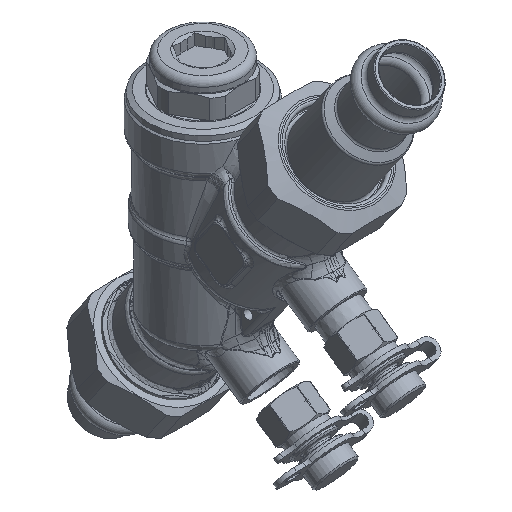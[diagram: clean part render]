
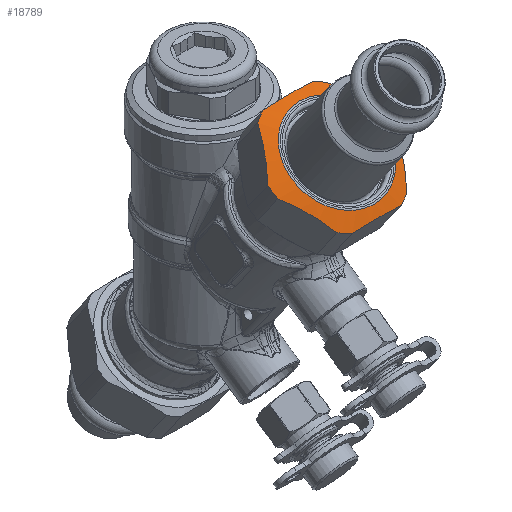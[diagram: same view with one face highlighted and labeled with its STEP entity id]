
A CAD part, isometric view. The second image highlights one B-rep face of the part: STEP entity #18789.
In plain terms, the highlighted conical face has half-angle 60 degrees and reference radius 17.78 mm.
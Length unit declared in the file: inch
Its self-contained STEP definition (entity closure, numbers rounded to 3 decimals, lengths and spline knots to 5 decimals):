
#938=(
BOUNDED_CURVE()
B_SPLINE_CURVE(2,(#139493,#139494,#139495),.UNSPECIFIED.,.F.,.F.)
B_SPLINE_CURVE_WITH_KNOTS((3,3),(0.,1.67512),.UNSPECIFIED.)
CURVE()
GEOMETRIC_REPRESENTATION_ITEM()
RATIONAL_B_SPLINE_CURVE((1.,1.096,1.))
REPRESENTATION_ITEM('')
);
#939=(
BOUNDED_CURVE()
B_SPLINE_CURVE(2,(#139499,#139500,#139501),.UNSPECIFIED.,.F.,.F.)
B_SPLINE_CURVE_WITH_KNOTS((3,3),(0.,1.67512),.UNSPECIFIED.)
CURVE()
GEOMETRIC_REPRESENTATION_ITEM()
RATIONAL_B_SPLINE_CURVE((1.,1.096,1.))
REPRESENTATION_ITEM('')
);
#940=(
BOUNDED_CURVE()
B_SPLINE_CURVE(2,(#139505,#139506,#139507),.UNSPECIFIED.,.F.,.F.)
B_SPLINE_CURVE_WITH_KNOTS((3,3),(0.,1.67512),.UNSPECIFIED.)
CURVE()
GEOMETRIC_REPRESENTATION_ITEM()
RATIONAL_B_SPLINE_CURVE((1.,1.096,1.))
REPRESENTATION_ITEM('')
);
#941=(
BOUNDED_CURVE()
B_SPLINE_CURVE(2,(#139511,#139512,#139513),.UNSPECIFIED.,.F.,.F.)
B_SPLINE_CURVE_WITH_KNOTS((3,3),(0.,1.67512),.UNSPECIFIED.)
CURVE()
GEOMETRIC_REPRESENTATION_ITEM()
RATIONAL_B_SPLINE_CURVE((1.,1.096,1.))
REPRESENTATION_ITEM('')
);
#942=(
BOUNDED_CURVE()
B_SPLINE_CURVE(2,(#139517,#139518,#139519),.UNSPECIFIED.,.F.,.F.)
B_SPLINE_CURVE_WITH_KNOTS((3,3),(0.,1.67512),.UNSPECIFIED.)
CURVE()
GEOMETRIC_REPRESENTATION_ITEM()
RATIONAL_B_SPLINE_CURVE((1.,1.096,1.))
REPRESENTATION_ITEM('')
);
#943=(
BOUNDED_CURVE()
B_SPLINE_CURVE(2,(#139523,#139524,#139525),.UNSPECIFIED.,.F.,.F.)
B_SPLINE_CURVE_WITH_KNOTS((3,3),(0.,1.67512),.UNSPECIFIED.)
CURVE()
GEOMETRIC_REPRESENTATION_ITEM()
RATIONAL_B_SPLINE_CURVE((1.,1.096,1.))
REPRESENTATION_ITEM('')
);
#2332=CONICAL_SURFACE('',#20107,0.7,1.047);
#3581=FACE_OUTER_BOUND('',#4765,.T.);
#4765=EDGE_LOOP('',(#15956,#15957,#15958,#15959,#15960,#15961,#15962,#15963,
#15964,#15965,#15966,#15967,#15968,#15969,#15970,#15971));
#5613=CIRCLE('',#20104,0.60928);
#5615=CIRCLE('',#20108,0.8);
#5616=CIRCLE('',#20109,0.8);
#5617=CIRCLE('',#20110,0.8);
#5618=CIRCLE('',#20111,0.8);
#5619=CIRCLE('',#20112,0.8);
#5620=CIRCLE('',#20113,0.8);
#5621=CIRCLE('',#20114,0.8);
#6081=LINE('',#139489,#6478);
#6478=VECTOR('',#23051,0.7);
#8035=VERTEX_POINT('',#139481);
#8037=VERTEX_POINT('',#139488);
#8038=VERTEX_POINT('',#139490);
#8039=VERTEX_POINT('',#139492);
#8040=VERTEX_POINT('',#139496);
#8041=VERTEX_POINT('',#139498);
#8042=VERTEX_POINT('',#139502);
#8043=VERTEX_POINT('',#139504);
#8044=VERTEX_POINT('',#139508);
#8045=VERTEX_POINT('',#139510);
#8046=VERTEX_POINT('',#139514);
#8047=VERTEX_POINT('',#139516);
#8048=VERTEX_POINT('',#139520);
#8049=VERTEX_POINT('',#139522);
#10694=EDGE_CURVE('',#8035,#8035,#5613,.T.);
#10696=EDGE_CURVE('',#8035,#8037,#6081,.T.);
#10697=EDGE_CURVE('',#8038,#8037,#5615,.T.);
#10698=EDGE_CURVE('',#8039,#8038,#938,.T.);
#10699=EDGE_CURVE('',#8040,#8039,#5616,.T.);
#10700=EDGE_CURVE('',#8041,#8040,#939,.T.);
#10701=EDGE_CURVE('',#8042,#8041,#5617,.T.);
#10702=EDGE_CURVE('',#8043,#8042,#940,.T.);
#10703=EDGE_CURVE('',#8044,#8043,#5618,.T.);
#10704=EDGE_CURVE('',#8045,#8044,#941,.T.);
#10705=EDGE_CURVE('',#8046,#8045,#5619,.T.);
#10706=EDGE_CURVE('',#8047,#8046,#942,.T.);
#10707=EDGE_CURVE('',#8048,#8047,#5620,.T.);
#10708=EDGE_CURVE('',#8049,#8048,#943,.T.);
#10709=EDGE_CURVE('',#8037,#8049,#5621,.T.);
#15956=ORIENTED_EDGE('',*,*,#10694,.F.);
#15957=ORIENTED_EDGE('',*,*,#10696,.T.);
#15958=ORIENTED_EDGE('',*,*,#10697,.F.);
#15959=ORIENTED_EDGE('',*,*,#10698,.F.);
#15960=ORIENTED_EDGE('',*,*,#10699,.F.);
#15961=ORIENTED_EDGE('',*,*,#10700,.F.);
#15962=ORIENTED_EDGE('',*,*,#10701,.F.);
#15963=ORIENTED_EDGE('',*,*,#10702,.F.);
#15964=ORIENTED_EDGE('',*,*,#10703,.F.);
#15965=ORIENTED_EDGE('',*,*,#10704,.F.);
#15966=ORIENTED_EDGE('',*,*,#10705,.F.);
#15967=ORIENTED_EDGE('',*,*,#10706,.F.);
#15968=ORIENTED_EDGE('',*,*,#10707,.F.);
#15969=ORIENTED_EDGE('',*,*,#10708,.F.);
#15970=ORIENTED_EDGE('',*,*,#10709,.F.);
#15971=ORIENTED_EDGE('',*,*,#10696,.F.);
#18789=ADVANCED_FACE('',(#3581),#2332,.T.);
#20104=AXIS2_PLACEMENT_3D('',#139483,#23043,#23044);
#20107=AXIS2_PLACEMENT_3D('',#139487,#23049,#23050);
#20108=AXIS2_PLACEMENT_3D('',#139491,#23052,#23053);
#20109=AXIS2_PLACEMENT_3D('',#139497,#23054,#23055);
#20110=AXIS2_PLACEMENT_3D('',#139503,#23056,#23057);
#20111=AXIS2_PLACEMENT_3D('',#139509,#23058,#23059);
#20112=AXIS2_PLACEMENT_3D('',#139515,#23060,#23061);
#20113=AXIS2_PLACEMENT_3D('',#139521,#23062,#23063);
#20114=AXIS2_PLACEMENT_3D('',#139526,#23064,#23065);
#23043=DIRECTION('center_axis',(0.,-0.574,
0.819));
#23044=DIRECTION('ref_axis',(-1.,0.,0.));
#23049=DIRECTION('center_axis',(0.,0.574,
-0.819));
#23050=DIRECTION('ref_axis',(1.,0.,0.));
#23051=DIRECTION('',(-0.866,0.287,-0.41));
#23052=DIRECTION('center_axis',(0.,0.574,
-0.819));
#23053=DIRECTION('ref_axis',(-1.,0.,0.));
#23054=DIRECTION('center_axis',(0.,0.574,
-0.819));
#23055=DIRECTION('ref_axis',(-1.,0.,0.));
#23056=DIRECTION('center_axis',(0.,0.574,
-0.819));
#23057=DIRECTION('ref_axis',(-1.,0.,0.));
#23058=DIRECTION('center_axis',(0.,0.574,
-0.819));
#23059=DIRECTION('ref_axis',(-1.,0.,0.));
#23060=DIRECTION('center_axis',(0.,0.574,
-0.819));
#23061=DIRECTION('ref_axis',(-1.,0.,0.));
#23062=DIRECTION('center_axis',(0.,0.574,
-0.819));
#23063=DIRECTION('ref_axis',(-1.,0.,0.));
#23064=DIRECTION('center_axis',(0.,0.574,
-0.819));
#23065=DIRECTION('ref_axis',(-1.,0.,0.));
#139481=CARTESIAN_POINT('',(-0.60928,-1.79725,0.16696));
#139483=CARTESIAN_POINT('Origin',(0.,-1.79725,
0.16696));
#139487=CARTESIAN_POINT('Origin',(0.,-1.76721,
0.12406));
#139488=CARTESIAN_POINT('',(-0.8,-1.73409,0.07677));
#139489=CARTESIAN_POINT('',(-0.7,-1.76721,0.12406));
#139490=CARTESIAN_POINT('',(-0.79583,-1.80092,0.02997));
#139491=CARTESIAN_POINT('Origin',(0.,-1.73409,
0.07677));
#139492=CARTESIAN_POINT('',(-0.46857,-2.26524,-0.29515));
#139493=CARTESIAN_POINT('Ctrl Pts',(-0.46857,-2.26524,
-0.29515));
#139494=CARTESIAN_POINT('Ctrl Pts',(-0.6322,-2.07741,
-0.06927));
#139495=CARTESIAN_POINT('Ctrl Pts',(-0.79583,-1.80092,
0.02997));
#139496=CARTESIAN_POINT('',(-0.32726,-2.33207,-0.34194));
#139497=CARTESIAN_POINT('Origin',(0.,-1.73409,
0.07677));
#139498=CARTESIAN_POINT('',(0.32726,-2.33207,-0.34194));
#139499=CARTESIAN_POINT('Ctrl Pts',(0.32726,-2.33207,
-0.34194));
#139500=CARTESIAN_POINT('Ctrl Pts',(0.,-2.3764,
-0.27863));
#139501=CARTESIAN_POINT('Ctrl Pts',(-0.32726,-2.33207,
-0.34194));
#139502=CARTESIAN_POINT('',(0.46857,-2.26524,-0.29515));
#139503=CARTESIAN_POINT('Origin',(0.,-1.73409,
0.07677));
#139504=CARTESIAN_POINT('',(0.79583,-1.80092,0.02997));
#139505=CARTESIAN_POINT('Ctrl Pts',(0.79583,-1.80092,
0.02997));
#139506=CARTESIAN_POINT('Ctrl Pts',(0.6322,-2.07741,-0.06927));
#139507=CARTESIAN_POINT('Ctrl Pts',(0.46857,-2.26524,
-0.29515));
#139508=CARTESIAN_POINT('',(0.79583,-1.66726,0.12356));
#139509=CARTESIAN_POINT('Origin',(0.,-1.73409,
0.07677));
#139510=CARTESIAN_POINT('',(0.46857,-1.20294,0.44868));
#139511=CARTESIAN_POINT('Ctrl Pts',(0.46857,-1.20294,
0.44868));
#139512=CARTESIAN_POINT('Ctrl Pts',(0.6322,-1.47943,
0.34944));
#139513=CARTESIAN_POINT('Ctrl Pts',(0.79583,-1.66726,
0.12356));
#139514=CARTESIAN_POINT('',(0.32726,-1.13611,0.49548));
#139515=CARTESIAN_POINT('Origin',(0.,-1.73409,
0.07677));
#139516=CARTESIAN_POINT('',(-0.32726,-1.13611,0.49548));
#139517=CARTESIAN_POINT('Ctrl Pts',(-0.32726,-1.13611,
0.49548));
#139518=CARTESIAN_POINT('Ctrl Pts',(0.,-1.18044,
0.55879));
#139519=CARTESIAN_POINT('Ctrl Pts',(0.32726,-1.13611,
0.49548));
#139520=CARTESIAN_POINT('',(-0.46857,-1.20294,0.44868));
#139521=CARTESIAN_POINT('Origin',(0.,-1.73409,
0.07677));
#139522=CARTESIAN_POINT('',(-0.79583,-1.66726,0.12356));
#139523=CARTESIAN_POINT('Ctrl Pts',(-0.79583,-1.66726,
0.12356));
#139524=CARTESIAN_POINT('Ctrl Pts',(-0.6322,-1.47943,
0.34944));
#139525=CARTESIAN_POINT('Ctrl Pts',(-0.46857,-1.20294,
0.44868));
#139526=CARTESIAN_POINT('Origin',(0.,-1.73409,
0.07677));
